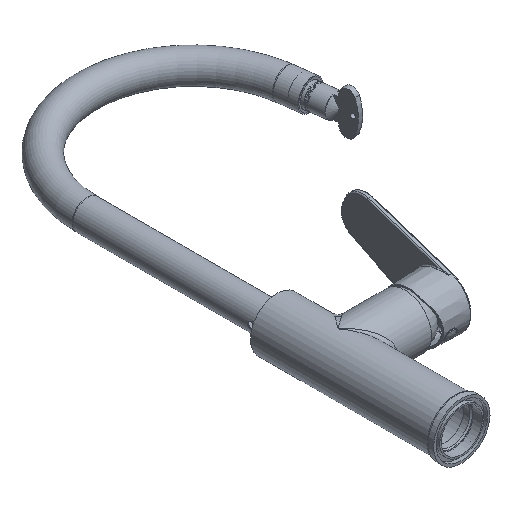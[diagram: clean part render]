
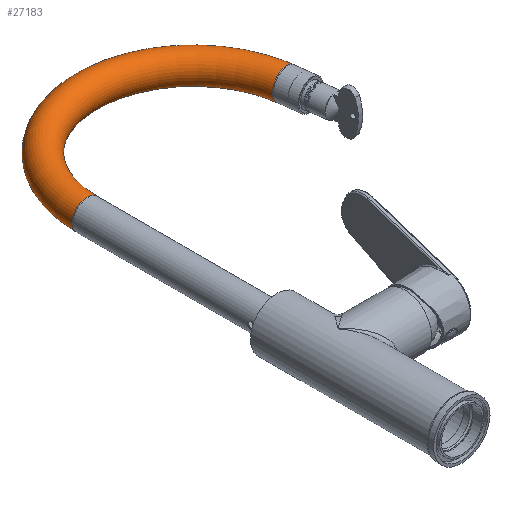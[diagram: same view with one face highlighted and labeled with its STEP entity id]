
A CAD part, isometric view. The second image highlights one B-rep face of the part: STEP entity #27183.
In plain terms, the highlighted toroidal (fillet/blend) face has major radius 87 mm and minor radius 12 mm.
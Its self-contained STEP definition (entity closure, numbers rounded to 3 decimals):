
#4461 = CARTESIAN_POINT ( 'NONE',  ( 173.245, 271.44, 12. ) ) ;
#4903 = ORIENTED_EDGE ( 'NONE', *, *, #35554, .F. ) ;
#7774 = CARTESIAN_POINT ( 'NONE',  ( 0., 260.001, 0. ) ) ;
#7931 = DIRECTION ( 'NONE',  ( 0., 0., 1. ) ) ;
#10424 = CARTESIAN_POINT ( 'NONE',  ( 87., 260.001, 0. ) ) ;
#10587 = DIRECTION ( 'NONE',  ( -1., 0., 0. ) ) ;
#12123 = DIRECTION ( 'NONE',  ( 0.131, -0.991, 0. ) ) ;
#14178 = EDGE_LOOP ( 'NONE', ( #4903 ) ) ;
#15359 = DIRECTION ( 'NONE',  ( 0., 0., 1. ) ) ;
#18942 = VERTEX_POINT ( 'NONE', #36959 ) ;
#20158 = ORIENTED_EDGE ( 'NONE', *, *, #23679, .T. ) ;
#23679 = EDGE_CURVE ( 'NONE', #18942, #18942, #35290, .T. ) ;
#24769 = DIRECTION ( 'NONE',  ( 0., 0., -1. ) ) ;
#25024 = AXIS2_PLACEMENT_3D ( 'NONE', #7774, #33675, #7931 ) ;
#26333 = VERTEX_POINT ( 'NONE', #4461 ) ;
#27124 = AXIS2_PLACEMENT_3D ( 'NONE', #41340, #12123, #15359 ) ;
#27183 = ADVANCED_FACE ( 'NONE', ( #43565, #37855 ), #29900, .T. ) ;
#28558 = AXIS2_PLACEMENT_3D ( 'NONE', #10424, #24769, #10587 ) ;
#29900 = TOROIDAL_SURFACE ( 'NONE', #28558, 87., 12. ) ;
#33675 = DIRECTION ( 'NONE',  ( 0., 1., 0. ) ) ;
#34780 = EDGE_LOOP ( 'NONE', ( #20158 ) ) ;
#35290 = CIRCLE ( 'NONE', #25024, 12. ) ;
#35554 = EDGE_CURVE ( 'NONE', #26333, #26333, #45536, .T. ) ;
#36959 = CARTESIAN_POINT ( 'NONE',  ( 0., 260.001, 12. ) ) ;
#37855 = FACE_OUTER_BOUND ( 'NONE', #34780, .T. ) ;
#41340 = CARTESIAN_POINT ( 'NONE',  ( 173.245, 271.44, 0. ) ) ;
#43565 = FACE_OUTER_BOUND ( 'NONE', #14178, .T. ) ;
#45536 = CIRCLE ( 'NONE', #27124, 12. ) ;
